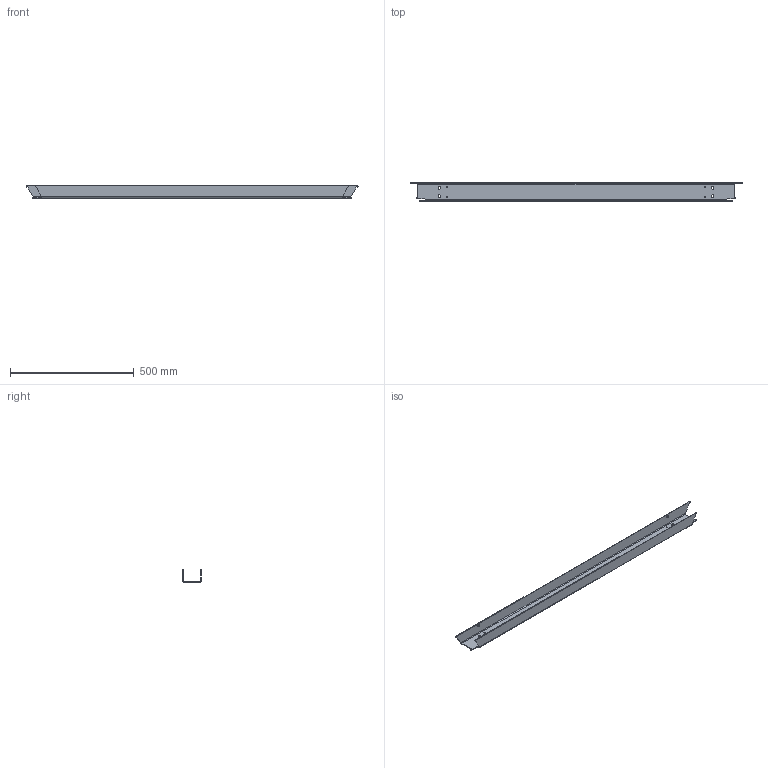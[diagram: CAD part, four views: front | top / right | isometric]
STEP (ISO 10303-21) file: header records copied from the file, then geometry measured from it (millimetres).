
FILE_DESCRIPTION (( 'STEP AP203' ), '1' );
FILE_NAME ('CV03-TR-10_REV_B.step', '2025-09-06T14:16:56', ( '' ), ( '' ), 'SwSTEP 2.0', 'SolidWorks 2024', '' );
FILE_SCHEMA (( 'CONFIG_CONTROL_DESIGN' ));
Length unit declared in the file: millimetre
Products named in the file (1): CV03-TR-10_REV_B
Bounding box: 1341.67 x 76 x 50 mm (x, y, z)
Volume: 632622 mm3; surface area: 431729.9 mm2
Topology: 1 solids, 1 shells, 76 faces, 206 edges, 132 vertices
Faces by surface type: plane 44, cylinder 30, bspline 2
Entity records: 2678 total; most frequent: CARTESIAN_POINT 624, ORIENTED_EDGE 412, DIRECTION 402, EDGE_CURVE 206, LINE 140, VECTOR 140, VERTEX_POINT 132, AXIS2_PLACEMENT_3D 131
